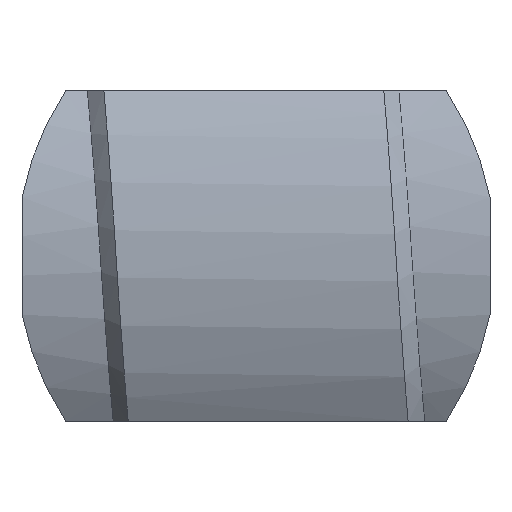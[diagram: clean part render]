
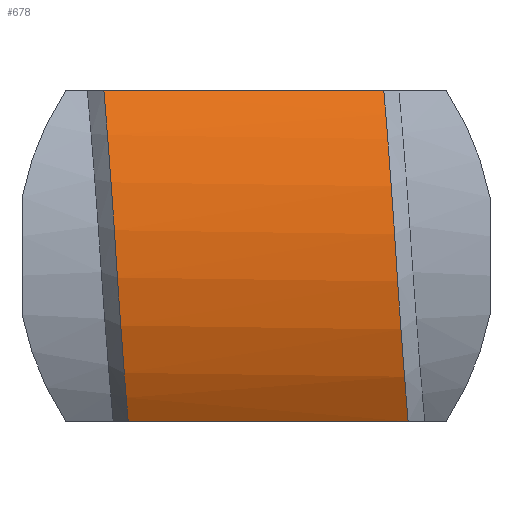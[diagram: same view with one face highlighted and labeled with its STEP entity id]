
A CAD part, top view. The second image highlights one B-rep face of the part: STEP entity #678.
In plain terms, the highlighted cylindrical face has radius 10.025 mm (diameter 20.05 mm), a partial arc.
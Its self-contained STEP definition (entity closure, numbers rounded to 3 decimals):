
#678 = ADVANCED_FACE( '', ( #776 ), #777, .T. );
#776 = FACE_OUTER_BOUND( '', #831, .T. );
#777 = CYLINDRICAL_SURFACE( '', #832, 10.025 );
#814 = EDGE_CURVE( '', #889, #891, #892, .F. );
#827 = EDGE_CURVE( '', #906, #908, #909, .F. );
#831 = EDGE_LOOP( '', ( #914, #915, #916, #917 ) );
#832 = AXIS2_PLACEMENT_3D( '', #918, #919, #920 );
#889 = VERTEX_POINT( '', #1053 );
#891 = VERTEX_POINT( '', #1058 );
#892 = ( BOUNDED_CURVE(  )B_SPLINE_CURVE( 2, ( #1061, #1062, #1063, #1064, #1065 ), .UNSPECIFIED., .F., .F. )B_SPLINE_CURVE_WITH_KNOTS( ( 3, 2, 3 ), ( 0.026, 0.032, 0.037 ), .UNSPECIFIED. )CURVE(  )GEOMETRIC_REPRESENTATION_ITEM(  )RATIONAL_B_SPLINE_CURVE( ( 0.933, 0.93, 1., 0.93, 0.933 ) )REPRESENTATION_ITEM( '' ) );
#906 = VERTEX_POINT( '', #1106 );
#908 = VERTEX_POINT( '', #1111 );
#909 = ( BOUNDED_CURVE(  )B_SPLINE_CURVE( 2, ( #1114, #1115, #1116, #1117, #1118 ), .UNSPECIFIED., .F., .F. )B_SPLINE_CURVE_WITH_KNOTS( ( 3, 2, 3 ), ( 0.026, 0.032, 0.037 ), .UNSPECIFIED. )CURVE(  )GEOMETRIC_REPRESENTATION_ITEM(  )RATIONAL_B_SPLINE_CURVE( ( 0.933, 0.93, 1., 0.93, 0.933 ) )REPRESENTATION_ITEM( '' ) );
#914 = ORIENTED_EDGE( '', *, *, #1140, .T. );
#915 = ORIENTED_EDGE( '', *, *, #814, .F. );
#916 = ORIENTED_EDGE( '', *, *, #1141, .F. );
#917 = ORIENTED_EDGE( '', *, *, #827, .F. );
#918 = CARTESIAN_POINT( '', ( 18.713, 0., 0. ) );
#919 = DIRECTION( '', ( 1., 0., 0. ) );
#920 = DIRECTION( '', ( 0., 0., 1. ) );
#1053 = CARTESIAN_POINT( '', ( -4.055, -5.25, 8.54 ) );
#1058 = CARTESIAN_POINT( '', ( -4.828, 5.25, 8.54 ) );
#1061 = CARTESIAN_POINT( '', ( -4.828, 5.25, 8.54 ) );
#1062 = CARTESIAN_POINT( '', ( -4.621, 2.835, 10.025 ) );
#1063 = CARTESIAN_POINT( '', ( -4.441, 0., 10.025 ) );
#1064 = CARTESIAN_POINT( '', ( -4.262, -2.835, 10.025 ) );
#1065 = CARTESIAN_POINT( '', ( -4.055, -5.25, 8.54 ) );
#1106 = CARTESIAN_POINT( '', ( 4.055, 5.25, 8.54 ) );
#1111 = CARTESIAN_POINT( '', ( 4.828, -5.25, 8.54 ) );
#1114 = CARTESIAN_POINT( '', ( 4.828, -5.25, 8.54 ) );
#1115 = CARTESIAN_POINT( '', ( 4.621, -2.835, 10.025 ) );
#1116 = CARTESIAN_POINT( '', ( 4.441, 0., 10.025 ) );
#1117 = CARTESIAN_POINT( '', ( 4.262, 2.835, 10.025 ) );
#1118 = CARTESIAN_POINT( '', ( 4.055, 5.25, 8.54 ) );
#1140 = EDGE_CURVE( '', #906, #891, #1184, .T. );
#1141 = EDGE_CURVE( '', #908, #889, #1185, .T. );
#1184 = LINE( '', #1186, #1187 );
#1185 = LINE( '', #1188, #1189 );
#1186 = CARTESIAN_POINT( '', ( 18.713, 5.25, 8.54 ) );
#1187 = VECTOR( '', #1190, 1000. );
#1188 = CARTESIAN_POINT( '', ( 18.713, -5.25, 8.54 ) );
#1189 = VECTOR( '', #1191, 1000. );
#1190 = DIRECTION( '', ( -1., 0., 0. ) );
#1191 = DIRECTION( '', ( -1., 0., 0. ) );
